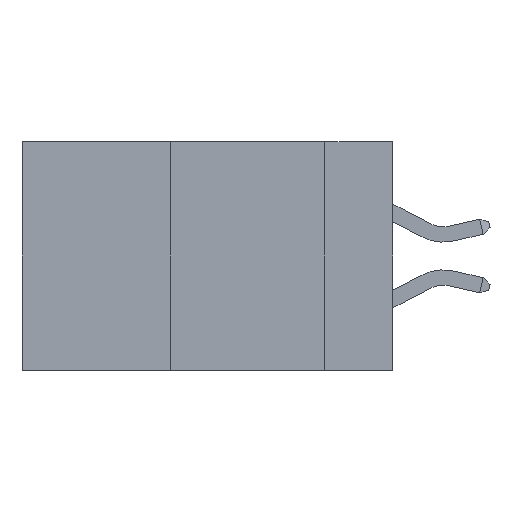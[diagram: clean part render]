
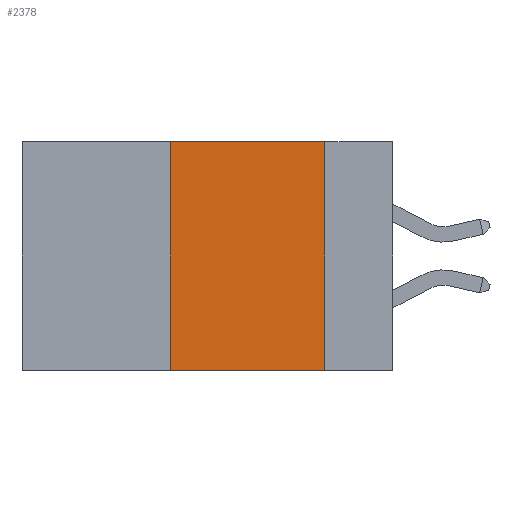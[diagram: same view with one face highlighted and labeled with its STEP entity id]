
A CAD part, left-side view. The second image highlights one B-rep face of the part: STEP entity #2378.
In plain terms, the highlighted planar face has unit normal (-1, 0, 0).
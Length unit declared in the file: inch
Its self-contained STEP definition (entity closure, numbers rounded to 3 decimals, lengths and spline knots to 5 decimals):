
#1848 = VERTEX_POINT ( 'NONE', #14181 ) ;
#1912 = ORIENTED_EDGE ( 'NONE', *, *, #33131, .F. ) ;
#1968 = VECTOR ( 'NONE', #11410, 39.37008 ) ;
#2378 = ADVANCED_FACE ( 'NONE', ( #25352 ), #39810, .F. ) ;
#4221 = EDGE_CURVE ( 'NONE', #37742, #1848, #24257, .T. ) ;
#5045 = VECTOR ( 'NONE', #15702, 39.37008 ) ;
#7199 = VERTEX_POINT ( 'NONE', #11675 ) ;
#8141 = CARTESIAN_POINT ( 'NONE',  ( 0., 0.36, 0. ) ) ;
#8490 = ORIENTED_EDGE ( 'NONE', *, *, #4221, .T. ) ;
#11410 = DIRECTION ( 'NONE',  ( 0., 0., 1. ) ) ;
#11675 = CARTESIAN_POINT ( 'NONE',  ( 0., 0.36, 0. ) ) ;
#13320 = CARTESIAN_POINT ( 'NONE',  ( 0., 0.36, -0.37 ) ) ;
#13705 = LINE ( 'NONE', #38538, #5045 ) ;
#14181 = CARTESIAN_POINT ( 'NONE',  ( 0., 0.11, -0.37 ) ) ;
#15690 = VECTOR ( 'NONE', #21786, 39.37008 ) ;
#15702 = DIRECTION ( 'NONE',  ( 0., 0., -1. ) ) ;
#17519 = DIRECTION ( 'NONE',  ( 0., 0., -1. ) ) ;
#17716 = EDGE_CURVE ( 'NONE', #37742, #7199, #22781, .T. ) ;
#20486 = CARTESIAN_POINT ( 'NONE',  ( 0., 0.6, 0. ) ) ;
#21667 = EDGE_CURVE ( 'NONE', #29989, #1848, #13705, .T. ) ;
#21786 = DIRECTION ( 'NONE',  ( 0., -1., 0. ) ) ;
#22781 = LINE ( 'NONE', #8141, #1968 ) ;
#24257 = LINE ( 'NONE', #27285, #15690 ) ;
#25352 = FACE_OUTER_BOUND ( 'NONE', #33620, .T. ) ;
#25822 = AXIS2_PLACEMENT_3D ( 'NONE', #20486, #33076, #17519 ) ;
#27114 = LINE ( 'NONE', #33496, #36198 ) ;
#27285 = CARTESIAN_POINT ( 'NONE',  ( 0., 0.6, -0.37 ) ) ;
#29817 = ORIENTED_EDGE ( 'NONE', *, *, #17716, .F. ) ;
#29989 = VERTEX_POINT ( 'NONE', #39487 ) ;
#33076 = DIRECTION ( 'NONE',  ( 1., 0., 0. ) ) ;
#33131 = EDGE_CURVE ( 'NONE', #7199, #29989, #27114, .T. ) ;
#33496 = CARTESIAN_POINT ( 'NONE',  ( 0., 0.6, 0. ) ) ;
#33620 = EDGE_LOOP ( 'NONE', ( #37336, #1912, #29817, #8490 ) ) ;
#36198 = VECTOR ( 'NONE', #36979, 39.37008 ) ;
#36979 = DIRECTION ( 'NONE',  ( 0., -1., 0. ) ) ;
#37336 = ORIENTED_EDGE ( 'NONE', *, *, #21667, .F. ) ;
#37742 = VERTEX_POINT ( 'NONE', #13320 ) ;
#38538 = CARTESIAN_POINT ( 'NONE',  ( 0., 0.11, 0. ) ) ;
#39487 = CARTESIAN_POINT ( 'NONE',  ( 0., 0.11, 0. ) ) ;
#39810 = PLANE ( 'NONE',  #25822 ) ;
